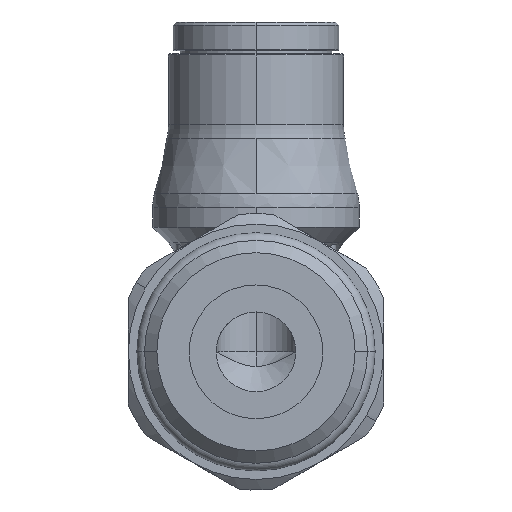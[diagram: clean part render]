
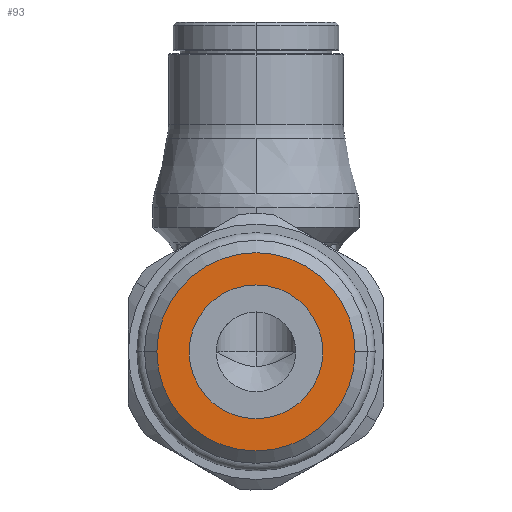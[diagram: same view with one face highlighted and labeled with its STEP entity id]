
A CAD part, front view. The second image highlights one B-rep face of the part: STEP entity #93.
In plain terms, the highlighted planar face has unit normal (0, -1, 0).
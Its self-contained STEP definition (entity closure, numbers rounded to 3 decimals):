
#93=ADVANCED_FACE('',(#309,#310),#311,.T.);
#309=FACE_BOUND('',#652,.T.);
#310=FACE_OUTER_BOUND('',#653,.T.);
#311=PLANE('',#654);
#652=EDGE_LOOP('',(#1267,#1268));
#653=EDGE_LOOP('',(#1269,#1270));
#654=AXIS2_PLACEMENT_3D('',#1271,#1272,#1273);
#1267=ORIENTED_EDGE('',*,*,#2364,.T.);
#1268=ORIENTED_EDGE('',*,*,#2368,.T.);
#1269=ORIENTED_EDGE('',*,*,#2340,.F.);
#1270=ORIENTED_EDGE('',*,*,#2381,.F.);
#1271=CARTESIAN_POINT('',(4.658,-27.8,0.0));
#1272=DIRECTION('',(-0.0,-1.0,-0.0));
#1273=DIRECTION('',(-1.0,0.0,0.0));
#2340=EDGE_CURVE('',#2854,#2856,#2857,.T.);
#2364=EDGE_CURVE('',#2900,#2897,#2901,.T.);
#2368=EDGE_CURVE('',#2897,#2900,#2906,.T.);
#2381=EDGE_CURVE('',#2856,#2854,#2920,.T.);
#2854=VERTEX_POINT('',#3736);
#2856=VERTEX_POINT('',#3739);
#2857=CIRCLE('',#3740,9.316);
#2897=VERTEX_POINT('',#3813);
#2900=VERTEX_POINT('',#3817);
#2901=CIRCLE('',#3818,6.287);
#2906=CIRCLE('',#3824,6.287);
#2920=CIRCLE('',#3861,9.316);
#3736=CARTESIAN_POINT('',(9.316,-27.8,0.0));
#3739=CARTESIAN_POINT('',(-9.316,-27.8,0.));
#3740=AXIS2_PLACEMENT_3D('',#4968,#4969,#4970);
#3813=CARTESIAN_POINT('',(6.287,-27.8,0.));
#3817=CARTESIAN_POINT('',(-6.287,-27.8,0.));
#3818=AXIS2_PLACEMENT_3D('',#5015,#5016,#5017);
#3824=AXIS2_PLACEMENT_3D('',#5025,#5026,#5027);
#3861=AXIS2_PLACEMENT_3D('',#5061,#5062,#5063);
#4968=CARTESIAN_POINT('',(0.0,-27.8,0.0));
#4969=DIRECTION('',(-0.0,1.0,0.0));
#4970=DIRECTION('',(1.0,0.0,0.0));
#5015=CARTESIAN_POINT('',(0.0,-27.8,0.0));
#5016=DIRECTION('',(-0.0,1.0,0.0));
#5017=DIRECTION('',(1.0,0.0,0.0));
#5025=CARTESIAN_POINT('',(0.0,-27.8,0.0));
#5026=DIRECTION('',(-0.0,1.0,0.0));
#5027=DIRECTION('',(1.0,0.0,0.0));
#5061=CARTESIAN_POINT('',(0.0,-27.8,0.0));
#5062=DIRECTION('',(-0.0,1.0,0.0));
#5063=DIRECTION('',(1.0,0.0,0.0));
